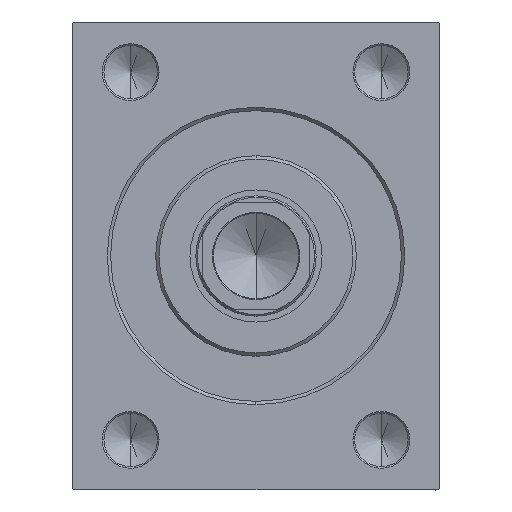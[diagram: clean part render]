
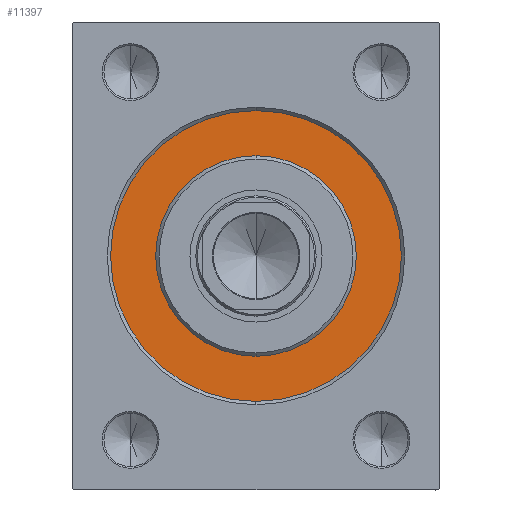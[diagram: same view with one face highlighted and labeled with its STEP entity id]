
A CAD part, left-side view. The second image highlights one B-rep face of the part: STEP entity #11397.
In plain terms, the highlighted face is planar.
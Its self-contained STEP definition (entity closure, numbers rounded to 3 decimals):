
#70 = VERTEX_POINT ( 'NONE', #9957 ) ;
#1776 = DIRECTION ( 'NONE',  ( 0., 0., 1. ) ) ;
#2507 = CARTESIAN_POINT ( 'NONE',  ( 0., 0., -30. ) ) ;
#2853 = VERTEX_POINT ( 'NONE', #2507 ) ;
#2890 = CIRCLE ( 'NONE', #33395, 43.5 ) ;
#3135 = ORIENTED_EDGE ( 'NONE', *, *, #11522, .F. ) ;
#3149 = CARTESIAN_POINT ( 'NONE',  ( 0., 0., -43.5 ) ) ;
#3508 = EDGE_CURVE ( 'NONE', #70, #2853, #42098, .T. ) ;
#5645 = DIRECTION ( 'NONE',  ( -1., 0., 0. ) ) ;
#6546 = EDGE_LOOP ( 'NONE', ( #38868, #3135 ) ) ;
#7394 = CARTESIAN_POINT ( 'NONE',  ( 0., 0., 0. ) ) ;
#8765 = EDGE_CURVE ( 'NONE', #43299, #12056, #31336, .T. ) ;
#9957 = CARTESIAN_POINT ( 'NONE',  ( 0., 0., 30. ) ) ;
#10139 = DIRECTION ( 'NONE',  ( 0., 0., 1. ) ) ;
#10249 = CARTESIAN_POINT ( 'NONE',  ( 0., 0., 0. ) ) ;
#11397 = ADVANCED_FACE ( 'NONE', ( #17854, #27627 ), #17189, .F. ) ;
#11522 = EDGE_CURVE ( 'NONE', #12056, #43299, #2890, .T. ) ;
#11707 = CARTESIAN_POINT ( 'NONE',  ( 0., 0., 0. ) ) ;
#11930 = AXIS2_PLACEMENT_3D ( 'NONE', #10249, #30718, #37996 ) ;
#12056 = VERTEX_POINT ( 'NONE', #24725 ) ;
#17006 = EDGE_LOOP ( 'NONE', ( #27929, #17715 ) ) ;
#17189 = PLANE ( 'NONE',  #24671 ) ;
#17715 = ORIENTED_EDGE ( 'NONE', *, *, #27441, .F. ) ;
#17854 = FACE_BOUND ( 'NONE', #17006, .T. ) ;
#22812 = DIRECTION ( 'NONE',  ( 1., 0., 0. ) ) ;
#24671 = AXIS2_PLACEMENT_3D ( 'NONE', #7394, #41538, #10139 ) ;
#24725 = CARTESIAN_POINT ( 'NONE',  ( 0., 0., 43.5 ) ) ;
#24801 = AXIS2_PLACEMENT_3D ( 'NONE', #33400, #5645, #1776 ) ;
#25108 = DIRECTION ( 'NONE',  ( 0., 0., 1. ) ) ;
#27441 = EDGE_CURVE ( 'NONE', #2853, #70, #40290, .T. ) ;
#27627 = FACE_OUTER_BOUND ( 'NONE', #6546, .T. ) ;
#27929 = ORIENTED_EDGE ( 'NONE', *, *, #3508, .F. ) ;
#30308 = CARTESIAN_POINT ( 'NONE',  ( 0., 0., 0. ) ) ;
#30718 = DIRECTION ( 'NONE',  ( 1., 0., 0. ) ) ;
#31336 = CIRCLE ( 'NONE', #24801, 43.5 ) ;
#33395 = AXIS2_PLACEMENT_3D ( 'NONE', #11707, #36041, #25108 ) ;
#33400 = CARTESIAN_POINT ( 'NONE',  ( 0., 0., 0. ) ) ;
#36041 = DIRECTION ( 'NONE',  ( -1., 0., 0. ) ) ;
#37996 = DIRECTION ( 'NONE',  ( 0., 0., -1. ) ) ;
#38868 = ORIENTED_EDGE ( 'NONE', *, *, #8765, .F. ) ;
#40290 = CIRCLE ( 'NONE', #11930, 30. ) ;
#41538 = DIRECTION ( 'NONE',  ( -1., 0., 0. ) ) ;
#42098 = CIRCLE ( 'NONE', #43543, 30. ) ;
#43299 = VERTEX_POINT ( 'NONE', #3149 ) ;
#43543 = AXIS2_PLACEMENT_3D ( 'NONE', #30308, #22812, #44209 ) ;
#44209 = DIRECTION ( 'NONE',  ( 0., 0., -1. ) ) ;
